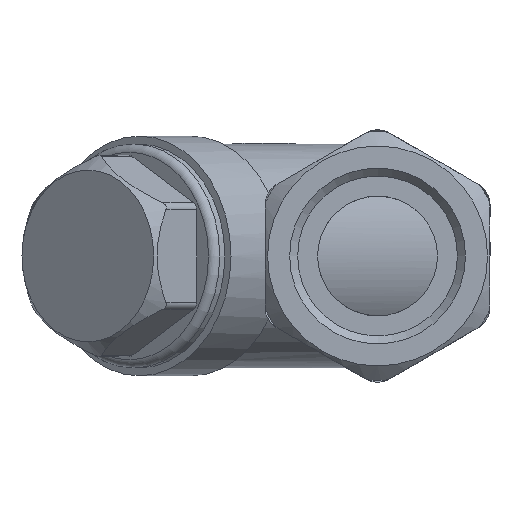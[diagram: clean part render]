
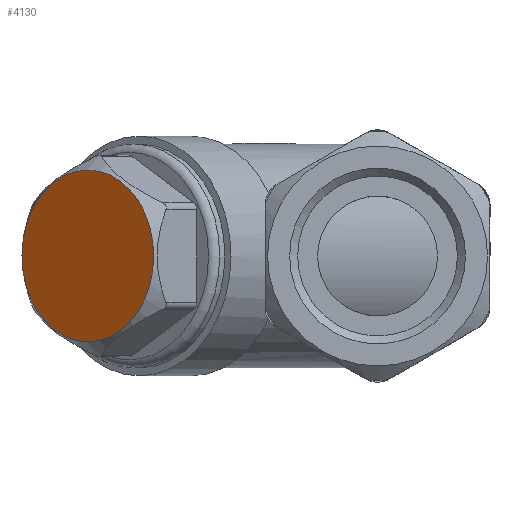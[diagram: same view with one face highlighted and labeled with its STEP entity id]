
A CAD part, left-side view. The second image highlights one B-rep face of the part: STEP entity #4130.
In plain terms, the highlighted planar face has unit normal (-0.766, 0.643, 0).
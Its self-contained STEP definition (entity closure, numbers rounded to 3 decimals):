
#443=PLANE('',#4574);
#724=FACE_OUTER_BOUND('',#970,.T.);
#970=EDGE_LOOP('',(#3618));
#1406=CIRCLE('',#4375,10.755);
#1739=VERTEX_POINT('',#7596);
#2212=EDGE_CURVE('',#1739,#1739,#1406,.T.);
#3618=ORIENTED_EDGE('',*,*,#2212,.T.);
#4130=ADVANCED_FACE('',(#724),#443,.T.);
#4375=AXIS2_PLACEMENT_3D('',#7597,#5117,#5118);
#4574=AXIS2_PLACEMENT_3D('',#9093,#5600,#5601);
#5117=DIRECTION('center_axis',(-0.766,0.643,0.));
#5118=DIRECTION('ref_axis',(0.643,0.766,0.));
#5600=DIRECTION('center_axis',(-0.766,0.643,0.));
#5601=DIRECTION('ref_axis',(0.,0.,1.));
#7596=CARTESIAN_POINT('',(3.381,28.021,0.));
#7597=CARTESIAN_POINT('Origin',(10.294,36.259,0.));
#9093=CARTESIAN_POINT('Origin',(10.294,36.259,0.));
